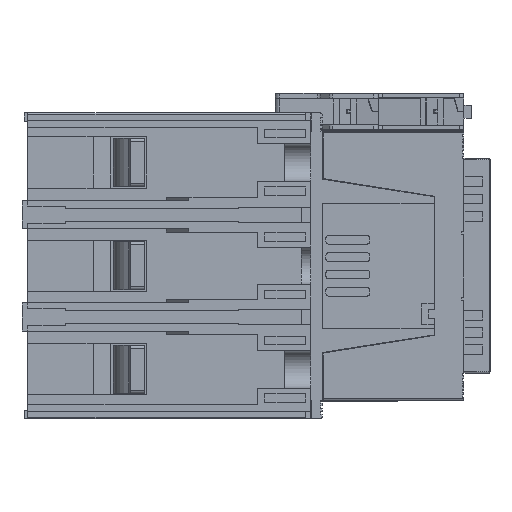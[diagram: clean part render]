
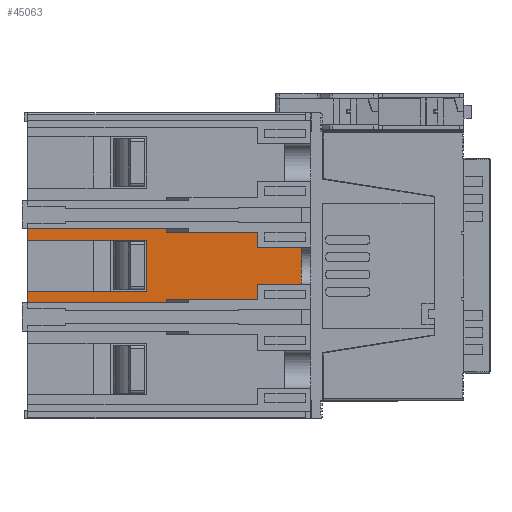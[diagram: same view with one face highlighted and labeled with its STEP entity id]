
A CAD part, front view. The second image highlights one B-rep face of the part: STEP entity #45063.
In plain terms, the highlighted planar face has unit normal (0, -1, 0).
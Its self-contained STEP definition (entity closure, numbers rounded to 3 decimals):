
#527 = CARTESIAN_POINT ( 'NONE',  ( 41., -65., 8.9 ) ) ;
#607 = VECTOR ( 'NONE', #68726, 1000. ) ;
#1047 = DIRECTION ( 'NONE',  ( 0., 0., 1. ) ) ;
#2255 = LINE ( 'NONE', #62256, #65827 ) ;
#2330 = EDGE_LOOP ( 'NONE', ( #8667, #3262, #7935, #35926, #26975, #16814, #31284, #36167, #51521, #67309, #5583, #21137, #37976, #42084, #26045, #53603 ) ) ;
#3262 = ORIENTED_EDGE ( 'NONE', *, *, #24889, .T. ) ;
#4161 = VECTOR ( 'NONE', #26397, 1000. ) ;
#4396 = DIRECTION ( 'NONE',  ( 1., 0., 0. ) ) ;
#4994 = VERTEX_POINT ( 'NONE', #58214 ) ;
#5070 = VECTOR ( 'NONE', #6476, 1000. ) ;
#5292 = VECTOR ( 'NONE', #47196, 1000. ) ;
#5506 = DIRECTION ( 'NONE',  ( -1., 0., 0. ) ) ;
#5583 = ORIENTED_EDGE ( 'NONE', *, *, #25359, .T. ) ;
#5839 = VECTOR ( 'NONE', #12182, 1000. ) ;
#5993 = VERTEX_POINT ( 'NONE', #41542 ) ;
#6125 = LINE ( 'NONE', #527, #7817 ) ;
#6426 = CARTESIAN_POINT ( 'NONE',  ( 48., -65., -12.8 ) ) ;
#6476 = DIRECTION ( 'NONE',  ( -1., 0., 0. ) ) ;
#6873 = PLANE ( 'NONE',  #49347 ) ;
#7409 = VECTOR ( 'NONE', #4396, 1000. ) ;
#7741 = CARTESIAN_POINT ( 'NONE',  ( 41., -65., 8.9 ) ) ;
#7817 = VECTOR ( 'NONE', #26700, 1000. ) ;
#7935 = ORIENTED_EDGE ( 'NONE', *, *, #60485, .F. ) ;
#8667 = ORIENTED_EDGE ( 'NONE', *, *, #48416, .T. ) ;
#9631 = CARTESIAN_POINT ( 'NONE',  ( 0., -65., 0. ) ) ;
#10195 = LINE ( 'NONE', #64137, #35209 ) ;
#11077 = CARTESIAN_POINT ( 'NONE',  ( 79.5, -65., -11.7 ) ) ;
#12182 = DIRECTION ( 'NONE',  ( 0., 0., 1. ) ) ;
#12518 = VECTOR ( 'NONE', #44457, 1000. ) ;
#13706 = VERTEX_POINT ( 'NONE', #20186 ) ;
#13898 = VERTEX_POINT ( 'NONE', #11077 ) ;
#16814 = ORIENTED_EDGE ( 'NONE', *, *, #68911, .T. ) ;
#17196 = VERTEX_POINT ( 'NONE', #17336 ) ;
#17336 = CARTESIAN_POINT ( 'NONE',  ( 94.6, -65., -6.5 ) ) ;
#17420 = CARTESIAN_POINT ( 'NONE',  ( 48., -65., 12.8 ) ) ;
#19173 = LINE ( 'NONE', #59385, #5839 ) ;
#20186 = CARTESIAN_POINT ( 'NONE',  ( 0., -65., 8.9 ) ) ;
#20793 = LINE ( 'NONE', #58593, #7409 ) ;
#20846 = EDGE_CURVE ( 'NONE', #67837, #61229, #55194, .T. ) ;
#21137 = ORIENTED_EDGE ( 'NONE', *, *, #21876, .F. ) ;
#21179 = CARTESIAN_POINT ( 'NONE',  ( 48., -65., 11.7 ) ) ;
#21876 = EDGE_CURVE ( 'NONE', #21931, #51937, #20793, .T. ) ;
#21931 = VERTEX_POINT ( 'NONE', #21179 ) ;
#24156 = DIRECTION ( 'NONE',  ( 0., 0., 1. ) ) ;
#24404 = VECTOR ( 'NONE', #27226, 1000. ) ;
#24889 = EDGE_CURVE ( 'NONE', #4994, #40753, #35020, .T. ) ;
#25359 = EDGE_CURVE ( 'NONE', #39846, #51937, #19173, .T. ) ;
#25756 = CARTESIAN_POINT ( 'NONE',  ( 79.5, -65., 11.7 ) ) ;
#25931 = CARTESIAN_POINT ( 'NONE',  ( 79.5, -65., 0. ) ) ;
#25955 = CARTESIAN_POINT ( 'NONE',  ( 0., -65., -6.5 ) ) ;
#26045 = ORIENTED_EDGE ( 'NONE', *, *, #40748, .F. ) ;
#26361 = VERTEX_POINT ( 'NONE', #31650 ) ;
#26380 = EDGE_CURVE ( 'NONE', #5993, #44549, #50810, .T. ) ;
#26397 = DIRECTION ( 'NONE',  ( 0., 0., -1. ) ) ;
#26700 = DIRECTION ( 'NONE',  ( -1., 0., 0. ) ) ;
#26975 = ORIENTED_EDGE ( 'NONE', *, *, #29654, .T. ) ;
#27226 = DIRECTION ( 'NONE',  ( 1., 0., 0. ) ) ;
#27613 = CARTESIAN_POINT ( 'NONE',  ( 48., -65., 12.8 ) ) ;
#28372 = DIRECTION ( 'NONE',  ( 0., 0., 1. ) ) ;
#29187 = CARTESIAN_POINT ( 'NONE',  ( 79.5, -65., 6.5 ) ) ;
#29654 = EDGE_CURVE ( 'NONE', #5993, #62603, #62811, .T. ) ;
#30623 = DIRECTION ( 'NONE',  ( 0., 0., 1. ) ) ;
#31284 = ORIENTED_EDGE ( 'NONE', *, *, #49557, .T. ) ;
#31494 = LINE ( 'NONE', #25931, #607 ) ;
#31628 = DIRECTION ( 'NONE',  ( -1., 0., 0. ) ) ;
#31650 = CARTESIAN_POINT ( 'NONE',  ( 79.5, -65., -6.5 ) ) ;
#31694 = LINE ( 'NONE', #52820, #4161 ) ;
#35020 = LINE ( 'NONE', #44214, #60154 ) ;
#35209 = VECTOR ( 'NONE', #31628, 1000. ) ;
#35515 = LINE ( 'NONE', #27613, #38864 ) ;
#35540 = CARTESIAN_POINT ( 'NONE',  ( 94.6, -65., 6.5 ) ) ;
#35926 = ORIENTED_EDGE ( 'NONE', *, *, #26380, .F. ) ;
#36167 = ORIENTED_EDGE ( 'NONE', *, *, #60584, .T. ) ;
#37976 = ORIENTED_EDGE ( 'NONE', *, *, #51034, .F. ) ;
#38658 = CARTESIAN_POINT ( 'NONE',  ( 0., -65., 12.8 ) ) ;
#38816 = CARTESIAN_POINT ( 'NONE',  ( 0., -65., 0. ) ) ;
#38828 = DIRECTION ( 'NONE',  ( -1., 0., 0. ) ) ;
#38864 = VECTOR ( 'NONE', #49098, 1000. ) ;
#39061 = CARTESIAN_POINT ( 'NONE',  ( 0., -65., 0. ) ) ;
#39846 = VERTEX_POINT ( 'NONE', #29187 ) ;
#40748 = EDGE_CURVE ( 'NONE', #13706, #61229, #43344, .T. ) ;
#40753 = VERTEX_POINT ( 'NONE', #67135 ) ;
#40790 = CARTESIAN_POINT ( 'NONE',  ( 48., -65., -11.7 ) ) ;
#41220 = LINE ( 'NONE', #9631, #63890 ) ;
#41542 = CARTESIAN_POINT ( 'NONE',  ( 48., -65., -12.8 ) ) ;
#42084 = ORIENTED_EDGE ( 'NONE', *, *, #20846, .T. ) ;
#43344 = LINE ( 'NONE', #39061, #12518 ) ;
#43816 = CARTESIAN_POINT ( 'NONE',  ( 48., -65., 12.8 ) ) ;
#44214 = CARTESIAN_POINT ( 'NONE',  ( 41., -65., -8.9 ) ) ;
#44413 = VECTOR ( 'NONE', #28372, 1000. ) ;
#44457 = DIRECTION ( 'NONE',  ( 0., 0., 1. ) ) ;
#44549 = VERTEX_POINT ( 'NONE', #49053 ) ;
#44919 = EDGE_CURVE ( 'NONE', #61975, #39846, #10195, .T. ) ;
#45063 = ADVANCED_FACE ( 'NONE', ( #63671 ), #6873, .T. ) ;
#45637 = VERTEX_POINT ( 'NONE', #7741 ) ;
#47196 = DIRECTION ( 'NONE',  ( 1., 0., 0. ) ) ;
#48416 = EDGE_CURVE ( 'NONE', #45637, #4994, #31694, .T. ) ;
#49053 = CARTESIAN_POINT ( 'NONE',  ( 0., -65., -12.8 ) ) ;
#49098 = DIRECTION ( 'NONE',  ( 0., 0., -1. ) ) ;
#49347 = AXIS2_PLACEMENT_3D ( 'NONE', #38816, #49372, #1047 ) ;
#49372 = DIRECTION ( 'NONE',  ( 0., -1., 0. ) ) ;
#49557 = EDGE_CURVE ( 'NONE', #13898, #26361, #31494, .T. ) ;
#50640 = EDGE_CURVE ( 'NONE', #17196, #61975, #2255, .T. ) ;
#50810 = LINE ( 'NONE', #6426, #54153 ) ;
#51034 = EDGE_CURVE ( 'NONE', #67837, #21931, #35515, .T. ) ;
#51521 = ORIENTED_EDGE ( 'NONE', *, *, #50640, .T. ) ;
#51937 = VERTEX_POINT ( 'NONE', #25756 ) ;
#52820 = CARTESIAN_POINT ( 'NONE',  ( 41., -65., -8.9 ) ) ;
#53603 = ORIENTED_EDGE ( 'NONE', *, *, #68267, .F. ) ;
#54153 = VECTOR ( 'NONE', #5506, 1000. ) ;
#54999 = CARTESIAN_POINT ( 'NONE',  ( 48., -65., -12.8 ) ) ;
#55194 = LINE ( 'NONE', #43816, #5070 ) ;
#58214 = CARTESIAN_POINT ( 'NONE',  ( 41., -65., -8.9 ) ) ;
#58593 = CARTESIAN_POINT ( 'NONE',  ( 0., -65., 11.7 ) ) ;
#58705 = LINE ( 'NONE', #59737, #24404 ) ;
#59385 = CARTESIAN_POINT ( 'NONE',  ( 79.5, -65., 0. ) ) ;
#59737 = CARTESIAN_POINT ( 'NONE',  ( 0., -65., -11.7 ) ) ;
#60154 = VECTOR ( 'NONE', #38828, 1000. ) ;
#60485 = EDGE_CURVE ( 'NONE', #44549, #40753, #41220, .T. ) ;
#60584 = EDGE_CURVE ( 'NONE', #26361, #17196, #68865, .T. ) ;
#61229 = VERTEX_POINT ( 'NONE', #38658 ) ;
#61975 = VERTEX_POINT ( 'NONE', #35540 ) ;
#62256 = CARTESIAN_POINT ( 'NONE',  ( 94.6, -65., 0. ) ) ;
#62603 = VERTEX_POINT ( 'NONE', #40790 ) ;
#62811 = LINE ( 'NONE', #54999, #44413 ) ;
#63671 = FACE_OUTER_BOUND ( 'NONE', #2330, .T. ) ;
#63890 = VECTOR ( 'NONE', #30623, 1000. ) ;
#64137 = CARTESIAN_POINT ( 'NONE',  ( 0., -65., 6.5 ) ) ;
#65827 = VECTOR ( 'NONE', #24156, 1000. ) ;
#67135 = CARTESIAN_POINT ( 'NONE',  ( 0., -65., -8.9 ) ) ;
#67309 = ORIENTED_EDGE ( 'NONE', *, *, #44919, .T. ) ;
#67837 = VERTEX_POINT ( 'NONE', #17420 ) ;
#68267 = EDGE_CURVE ( 'NONE', #45637, #13706, #6125, .T. ) ;
#68726 = DIRECTION ( 'NONE',  ( 0., 0., 1. ) ) ;
#68865 = LINE ( 'NONE', #25955, #5292 ) ;
#68911 = EDGE_CURVE ( 'NONE', #62603, #13898, #58705, .T. ) ;
